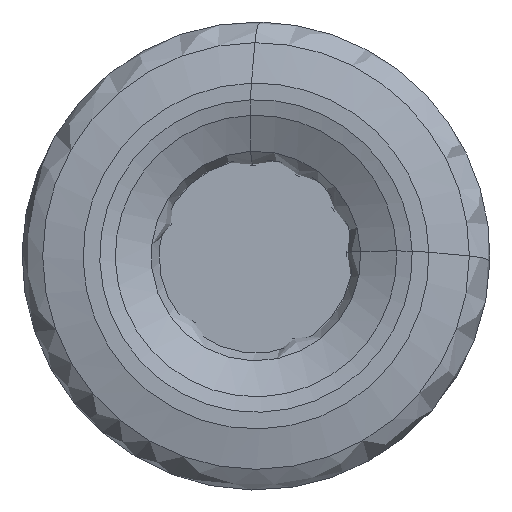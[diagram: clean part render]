
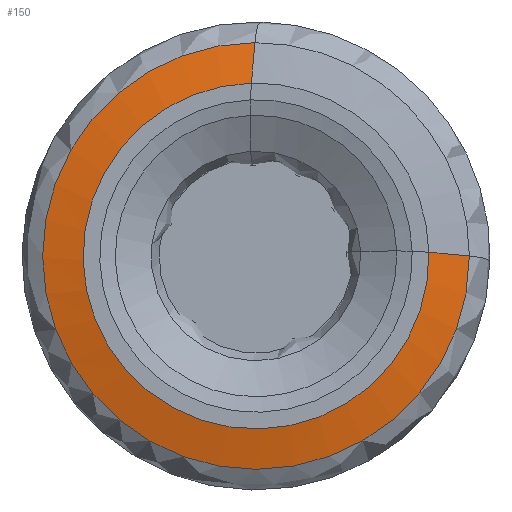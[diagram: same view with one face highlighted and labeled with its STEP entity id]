
A CAD part, left-side view. The second image highlights one B-rep face of the part: STEP entity #150.
In plain terms, the highlighted free-form (B-spline) face has degree [1, 3] with [2, 7] control points.
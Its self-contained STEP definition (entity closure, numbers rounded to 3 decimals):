
#150=ADVANCED_FACE('',(#238),#208,.F.);
#208=(
BOUNDED_SURFACE()
B_SPLINE_SURFACE(1,3,((#1238,#1239,#1240,#1241,#1242,#1243,#1244),(#1245,
#1246,#1247,#1248,#1249,#1250,#1251)),.UNSPECIFIED.,.F.,.F.,.F.)
B_SPLINE_SURFACE_WITH_KNOTS((2,2),(4,3,4),(0.,1.),(0.,0.5,1.),
 .UNSPECIFIED.)
GEOMETRIC_REPRESENTATION_ITEM()
RATIONAL_B_SPLINE_SURFACE(((1.,0.589,0.589,1.,0.589,
0.589,1.),(1.,0.589,0.589,1.,0.589,
0.589,1.)))
REPRESENTATION_ITEM('')
SURFACE()
);
#238=FACE_OUTER_BOUND('',#270,.T.);
#270=EDGE_LOOP('',(#444,#445,#446,#447));
#359=CIRCLE('',#794,12.927);
#360=CIRCLE('',#796,15.949);
#444=ORIENTED_EDGE('',*,*,#670,.F.);
#445=ORIENTED_EDGE('',*,*,#671,.T.);
#446=ORIENTED_EDGE('',*,*,#667,.T.);
#447=ORIENTED_EDGE('',*,*,#672,.T.);
#602=VERTEX_POINT('',#1228);
#603=VERTEX_POINT('',#1229);
#604=VERTEX_POINT('',#1234);
#605=VERTEX_POINT('',#1235);
#667=EDGE_CURVE('',#602,#603,#359,.T.);
#670=EDGE_CURVE('',#604,#605,#360,.T.);
#671=EDGE_CURVE('',#604,#602,#746,.T.);
#672=EDGE_CURVE('',#603,#605,#747,.T.);
#746=LINE('',#1236,#770);
#747=LINE('',#1237,#771);
#770=VECTOR('',#916,1.);
#771=VECTOR('',#917,1.);
#794=AXIS2_PLACEMENT_3D('',#1227,#908,#909);
#796=AXIS2_PLACEMENT_3D('',#1233,#914,#915);
#908=DIRECTION('',(1.,0.,0.));
#909=DIRECTION('',(0.,-1.,0.022));
#914=DIRECTION('',(1.,0.,0.));
#915=DIRECTION('',(0.,-1.,0.));
#916=DIRECTION('',(-0.214,0.973,0.09));
#917=DIRECTION('',(0.214,-0.085,0.973));
#1227=CARTESIAN_POINT('',(0.,0.,0.));
#1228=CARTESIAN_POINT('',(0.,-12.924,0.281));
#1229=CARTESIAN_POINT('',(0.,0.346,12.922));
#1233=CARTESIAN_POINT('',(0.667,0.,0.));
#1234=CARTESIAN_POINT('',(0.667,-15.949,0.002));
#1235=CARTESIAN_POINT('',(0.667,0.082,15.948));
#1236=CARTESIAN_POINT('',(0.,-12.924,0.281));
#1237=CARTESIAN_POINT('',(0.,0.346,12.922));
#1238=CARTESIAN_POINT('',(0.,-12.924,0.281));
#1239=CARTESIAN_POINT('',(0.,-13.217,-13.221));
#1240=CARTESIAN_POINT('',(0.,-0.862,-18.675));
#1241=CARTESIAN_POINT('',(0.,8.916,-9.36));
#1242=CARTESIAN_POINT('',(0.,18.695,-0.044));
#1243=CARTESIAN_POINT('',(0.,13.846,12.561));
#1244=CARTESIAN_POINT('',(0.,0.346,12.922));
#1245=CARTESIAN_POINT('',(0.667,-15.949,0.002));
#1246=CARTESIAN_POINT('',(0.667,-15.951,-16.66));
#1247=CARTESIAN_POINT('',(0.667,-0.566,-23.058));
#1248=CARTESIAN_POINT('',(0.667,11.248,-11.307));
#1249=CARTESIAN_POINT('',(0.667,23.061,0.444));
#1250=CARTESIAN_POINT('',(0.667,16.744,15.863));
#1251=CARTESIAN_POINT('',(0.667,0.082,15.948));
